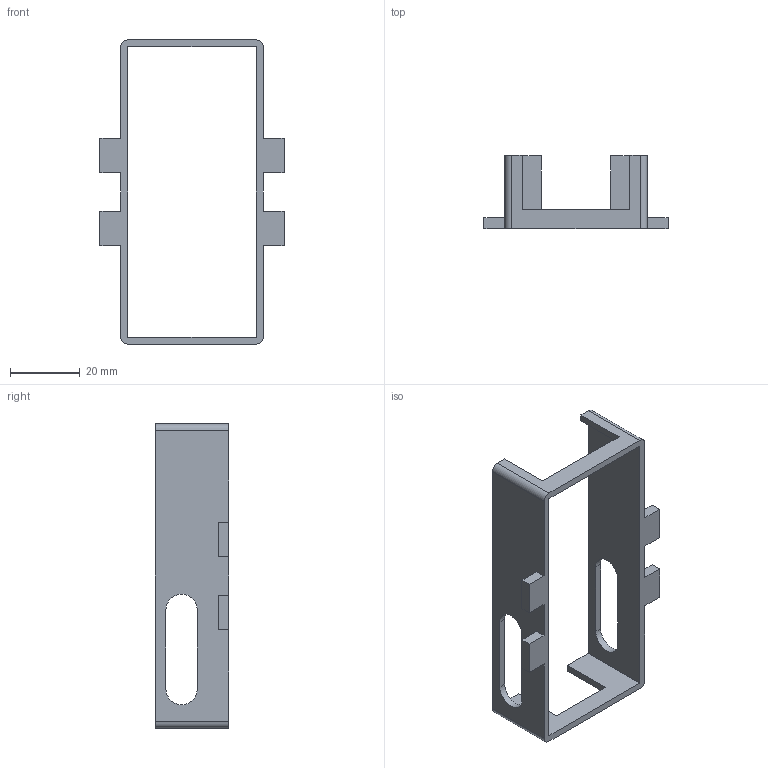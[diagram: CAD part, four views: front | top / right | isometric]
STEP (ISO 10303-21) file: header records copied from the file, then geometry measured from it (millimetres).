
FILE_DESCRIPTION(/* description */ ('STEP AP203'),/* implementation_level */ '2;1');
FILE_NAME(/* name */ 'translationalstages_adaptor_mk1.stp',/* time_stamp */ '2022-12-10T13:45:48+01:00',/* author */ ('Rik Ubaghs'),/* organization */ ('Microsoft'),/* preprocessor_version */ 'ST-DEVELOPER v18.1',/* originating_system */ 'Autodesk Inventor 2021',/* authorisation */ '');
FILE_SCHEMA (('AUTOMOTIVE_DESIGN { 1 0 10303 214 3 1 1 }'));
Length unit declared in the file: millimetre
Products named in the file (1): translationalstages_cameraadaptor_mk1
Bounding box: 53 x 21 x 87.5 mm (x, y, z)
Volume: 8450 mm3; surface area: 9762.6 mm2
Topology: 1 solids, 1 shells, 45 faces, 132 edges, 88 vertices
Faces by surface type: plane 37, cylinder 8
Entity records: 1598 total; most frequent: CARTESIAN_POINT 266, ORIENTED_EDGE 264, DIRECTION 240, EDGE_CURVE 132, LINE 116, VECTOR 116, VERTEX_POINT 88, AXIS2_PLACEMENT_3D 62
